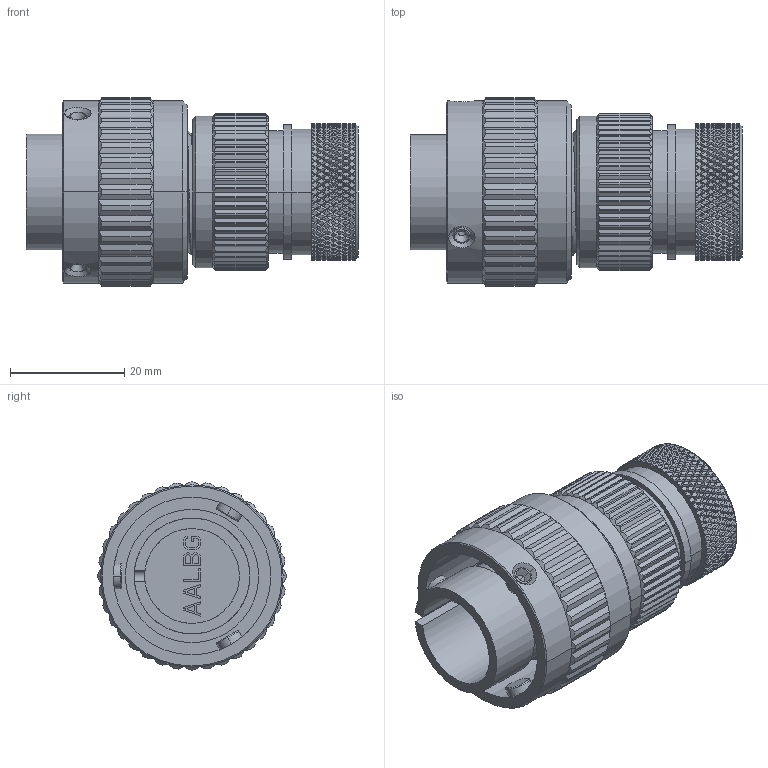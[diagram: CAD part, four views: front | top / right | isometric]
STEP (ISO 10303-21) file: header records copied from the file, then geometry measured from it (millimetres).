
FILE_DESCRIPTION((''),'2;1');
FILE_NAME('VG95234T-16_SW0001','2023-03-28T11:09:05',('paultorloting'),('NET AG system integration'),'CREO PARAMETRIC BY PTC INC, 2021404','CREO PARAMETRIC BY PTC INC, 2021404','');
FILE_SCHEMA(('AUTOMOTIVE_DESIGN { 1 0 10303 214 1 1 1 1 }'));
Products named in the file (1): VG95234T-16_SW0001
Bounding box: 58.1 x 32.91 x 32.91 mm (x, y, z)
Volume: 25532.6 mm3; surface area: 11916 mm2
Topology: 1 solids, 1 shells, 3362 faces, 7696 edges, 4367 vertices
Faces by surface type: plane 2609, cylinder 686, cone 54, bspline 7, torus 6
Entity records: 115364 total; most frequent: CARTESIAN_POINT 24464, ORIENTED_EDGE 15380, DIRECTION 12178, EDGE_CURVE 7690, VERTEX_POINT 4367, VECTOR 4309, LINE 4309, AXIS2_PLACEMENT_3D 3933
